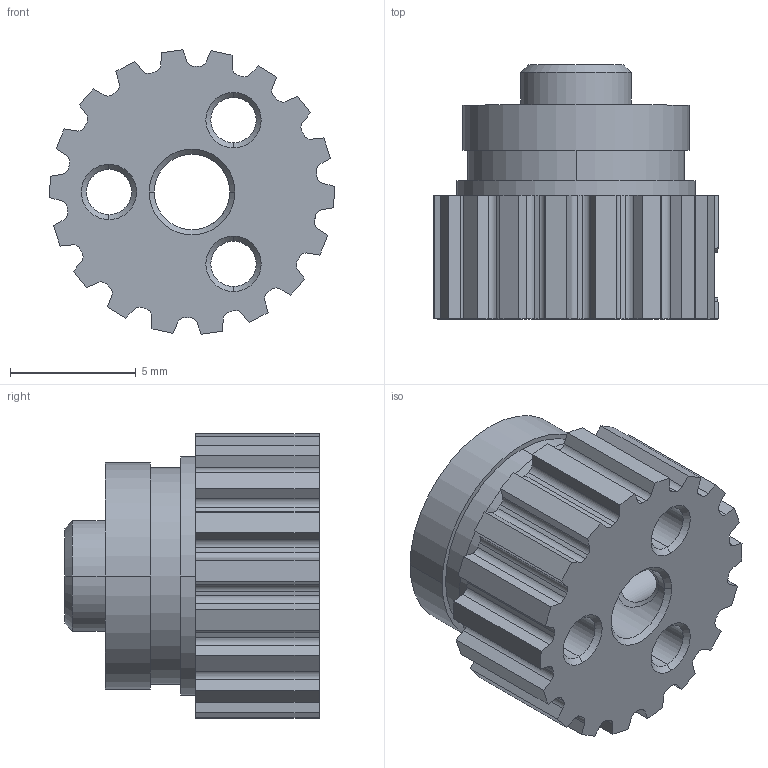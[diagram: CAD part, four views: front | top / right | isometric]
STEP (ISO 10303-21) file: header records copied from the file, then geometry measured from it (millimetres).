
FILE_DESCRIPTION((''),'2;1');
FILE_NAME('RC_IIT_010_P_014','2021-10-19T14:05:29',('silo-mech'),(''),'CREO PARAMETRIC BY PTC INC, 2020454','CREO PARAMETRIC BY PTC INC, 2020454','');
FILE_SCHEMA(('CONFIG_CONTROL_DESIGN'));
Length unit declared in the file: millimetre
Products named in the file (1): RC_IIT_010_P_014
Bounding box: 11.32 x 10.1 x 11.31 mm (x, y, z)
Volume: 542.6 mm3; surface area: 808.2 mm2
Topology: 1 solids, 2 shells, 151 faces, 433 edges, 286 vertices
Faces by surface type: cylinder 78, plane 63, cone 10
Entity records: 5190 total; most frequent: CARTESIAN_POINT 1070, DIRECTION 865, ORIENTED_EDGE 862, EDGE_CURVE 433, AXIS2_PLACEMENT_3D 304, VERTEX_POINT 286, VECTOR 257, LINE 257
